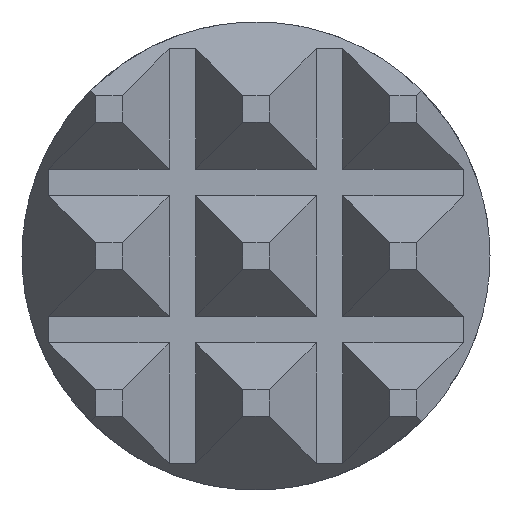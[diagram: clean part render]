
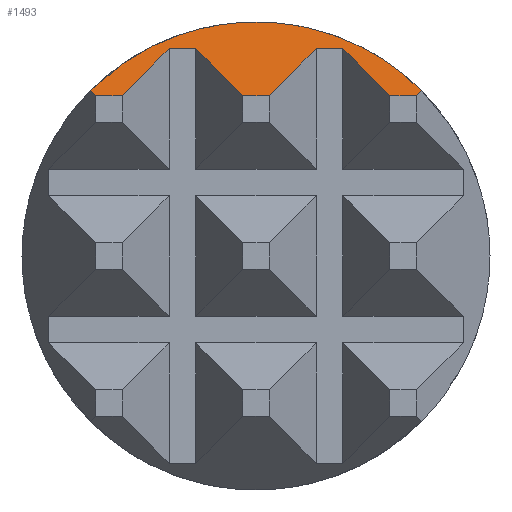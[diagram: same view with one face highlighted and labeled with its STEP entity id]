
A CAD part, left-side view. The second image highlights one B-rep face of the part: STEP entity #1493.
In plain terms, the highlighted planar face has unit normal (-0.5, 0, 0.866).
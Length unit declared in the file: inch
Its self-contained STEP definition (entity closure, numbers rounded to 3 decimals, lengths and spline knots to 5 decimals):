
#11 = CARTESIAN_POINT ( 'NONE',  ( -0.272, 0.01, 0.012 ) ) ;
#56 = ORIENTED_EDGE ( 'NONE', *, *, #2974, .F. ) ;
#57 = CARTESIAN_POINT ( 'NONE',  ( -0.272, -0.62283, 0.012 ) ) ;
#98 = DIRECTION ( 'NONE',  ( 0.775, 0.447, 0.447 ) ) ;
#117 = ORIENTED_EDGE ( 'NONE', *, *, #1289, .F. ) ;
#237 = VERTEX_POINT ( 'NONE', #1770 ) ;
#258 = ORIENTED_EDGE ( 'NONE', *, *, #2434, .F. ) ;
#278 = VECTOR ( 'NONE', #2570, 39.37008 ) ;
#323 = VECTOR ( 'NONE', #1460, 39.37008 ) ;
#327 = VECTOR ( 'NONE', #98, 39.37008 ) ;
#352 = DIRECTION ( 'NONE',  ( 0.775, 0.447, 0.447 ) ) ;
#359 = EDGE_CURVE ( 'NONE', #1132, #383, #1521, .T. ) ;
#383 = VERTEX_POINT ( 'NONE', #1672 ) ;
#442 = VECTOR ( 'NONE', #1512, 39.37008 ) ;
#443 = CARTESIAN_POINT ( 'NONE',  ( -0.27135, -0.01237, 0.01237 ) ) ;
#461 = CARTESIAN_POINT ( 'NONE',  ( -0.26594, 0.0065, 0.0155 ) ) ;
#501 = DIRECTION ( 'NONE',  ( -0.775, 0.447, -0.447 ) ) ;
#547 = LINE ( 'NONE', #2548, #1773 ) ;
#549 = ORIENTED_EDGE ( 'NONE', *, *, #578, .F. ) ;
#578 = EDGE_CURVE ( 'NONE', #2608, #2039, #2531, .T. ) ;
#587 = DIRECTION ( 'NONE',  ( 0., 1., 0. ) ) ;
#597 = CARTESIAN_POINT ( 'NONE',  ( -0.06592, 0.13098, 0.13098 ) ) ;
#629 = CARTESIAN_POINT ( 'NONE',  ( -0.272, -0.62283, 0.012 ) ) ;
#642 = DIRECTION ( 'NONE',  ( 0.5, 0., -0.866 ) ) ;
#643 = ORIENTED_EDGE ( 'NONE', *, *, #733, .F. ) ;
#648 = ORIENTED_EDGE ( 'NONE', *, *, #2258, .F. ) ;
#654 = DIRECTION ( 'NONE',  ( -0.866, 0., -0.5 ) ) ;
#678 = CARTESIAN_POINT ( 'NONE',  ( -0.06592, -0.13098, 0.13098 ) ) ;
#733 = EDGE_CURVE ( 'NONE', #383, #2479, #1101, .T. ) ;
#776 = DIRECTION ( 'NONE',  ( 0.775, 0.447, 0.447 ) ) ;
#803 = ORIENTED_EDGE ( 'NONE', *, *, #1384, .F. ) ;
#813 = VERTEX_POINT ( 'NONE', #461 ) ;
#879 = VERTEX_POINT ( 'NONE', #1698 ) ;
#936 = CARTESIAN_POINT ( 'NONE',  ( -0.272, -0.012, 0.012 ) ) ;
#966 = CARTESIAN_POINT ( 'NONE',  ( -0.06592, 0.11998, 0.13098 ) ) ;
#1025 = VERTEX_POINT ( 'NONE', #2978 ) ;
#1101 = LINE ( 'NONE', #57, #442 ) ;
#1132 = VERTEX_POINT ( 'NONE', #2600 ) ;
#1152 = VECTOR ( 'NONE', #501, 39.37008 ) ;
#1166 = CARTESIAN_POINT ( 'NONE',  ( -0.27135, 0.01237, 0.01237 ) ) ;
#1249 = LINE ( 'NONE', #1343, #1152 ) ;
#1269 = LINE ( 'NONE', #2535, #2542 ) ;
#1289 = EDGE_CURVE ( 'NONE', #2479, #879, #1553, .T. ) ;
#1310 = CARTESIAN_POINT ( 'NONE',  ( -0.272, -0.62283, 0.012 ) ) ;
#1343 = CARTESIAN_POINT ( 'NONE',  ( -0.06107, -0.11178, 0.13378 ) ) ;
#1384 = EDGE_CURVE ( 'NONE', #813, #1714, #1249, .T. ) ;
#1460 = DIRECTION ( 'NONE',  ( 0., 1., 0. ) ) ;
#1469 =( BOUNDED_CURVE ( )  B_SPLINE_CURVE ( 3, ( #1166, #2945, #1931, #443 ),
 .UNSPECIFIED., .F., .T. ) 
 B_SPLINE_CURVE_WITH_KNOTS ( ( 4, 4 ),
 ( 5.49779, 7.06858 ),
 .UNSPECIFIED. ) 
 CURVE ( )  GEOMETRIC_REPRESENTATION_ITEM ( )  RATIONAL_B_SPLINE_CURVE ( ( 1., 0.805, 0.805, 1. ) ) 
 REPRESENTATION_ITEM ( '' )  );
#1493 = ADVANCED_FACE ( 'NONE', ( #2389 ), #2888, .F. ) ;
#1512 = DIRECTION ( 'NONE',  ( 0., 1., 0. ) ) ;
#1521 = LINE ( 'NONE', #2355, #2321 ) ;
#1553 = LINE ( 'NONE', #966, #2907 ) ;
#1564 = ORIENTED_EDGE ( 'NONE', *, *, #2661, .F. ) ;
#1666 = DIRECTION ( 'NONE',  ( -0.775, 0.447, -0.447 ) ) ;
#1669 = VERTEX_POINT ( 'NONE', #2988 ) ;
#1672 = CARTESIAN_POINT ( 'NONE',  ( -0.272, -0.001, 0.012 ) ) ;
#1698 = CARTESIAN_POINT ( 'NONE',  ( -0.26594, 0.0045, 0.0155 ) ) ;
#1714 = VERTEX_POINT ( 'NONE', #11 ) ;
#1770 = CARTESIAN_POINT ( 'NONE',  ( -0.27135, -0.01237, 0.01237 ) ) ;
#1773 = VECTOR ( 'NONE', #2807, 39.37008 ) ;
#1774 = CARTESIAN_POINT ( 'NONE',  ( -0.272, 0.001, 0.012 ) ) ;
#1775 = ORIENTED_EDGE ( 'NONE', *, *, #2993, .F. ) ;
#1789 = EDGE_LOOP ( 'NONE', ( #258, #549, #648, #1564, #1775, #3170, #803, #56, #117, #643, #2109, #2731 ) ) ;
#1869 = LINE ( 'NONE', #2063, #3188 ) ;
#1931 = CARTESIAN_POINT ( 'NONE',  ( -0.2588, -0.00513, 0.01962 ) ) ;
#1956 = VERTEX_POINT ( 'NONE', #1993 ) ;
#1993 = CARTESIAN_POINT ( 'NONE',  ( -0.27135, 0.01237, 0.01237 ) ) ;
#2039 = VERTEX_POINT ( 'NONE', #2331 ) ;
#2063 = CARTESIAN_POINT ( 'NONE',  ( -0.26594, 0.0045, 0.0155 ) ) ;
#2109 = ORIENTED_EDGE ( 'NONE', *, *, #359, .F. ) ;
#2164 = DIRECTION ( 'NONE',  ( -0.775, 0.447, -0.447 ) ) ;
#2186 = AXIS2_PLACEMENT_3D ( 'NONE', #629, #642, #654 ) ;
#2216 = LINE ( 'NONE', #2981, #323 ) ;
#2220 = LINE ( 'NONE', #597, #327 ) ;
#2258 = EDGE_CURVE ( 'NONE', #237, #2608, #2700, .T. ) ;
#2321 = VECTOR ( 'NONE', #1666, 39.37008 ) ;
#2331 = CARTESIAN_POINT ( 'NONE',  ( -0.272, -0.01, 0.012 ) ) ;
#2355 = CARTESIAN_POINT ( 'NONE',  ( -0.06592, -0.11998, 0.13098 ) ) ;
#2389 = FACE_OUTER_BOUND ( 'NONE', #1789, .T. ) ;
#2434 = EDGE_CURVE ( 'NONE', #2039, #1025, #1269, .T. ) ;
#2473 = EDGE_CURVE ( 'NONE', #1714, #1669, #547, .T. ) ;
#2479 = VERTEX_POINT ( 'NONE', #1774 ) ;
#2531 = LINE ( 'NONE', #1310, #278 ) ;
#2535 = CARTESIAN_POINT ( 'NONE',  ( -0.06107, 0.11178, 0.13378 ) ) ;
#2542 = VECTOR ( 'NONE', #776, 39.37008 ) ;
#2548 = CARTESIAN_POINT ( 'NONE',  ( -0.272, -0.62283, 0.012 ) ) ;
#2570 = DIRECTION ( 'NONE',  ( 0., 1., 0. ) ) ;
#2600 = CARTESIAN_POINT ( 'NONE',  ( -0.26594, -0.0045, 0.0155 ) ) ;
#2608 = VERTEX_POINT ( 'NONE', #936 ) ;
#2619 = VECTOR ( 'NONE', #2164, 39.37008 ) ;
#2661 = EDGE_CURVE ( 'NONE', #1956, #237, #1469, .T. ) ;
#2700 = LINE ( 'NONE', #678, #2619 ) ;
#2731 = ORIENTED_EDGE ( 'NONE', *, *, #3153, .F. ) ;
#2807 = DIRECTION ( 'NONE',  ( 0., 1., 0. ) ) ;
#2888 = PLANE ( 'NONE',  #2186 ) ;
#2907 = VECTOR ( 'NONE', #352, 39.37008 ) ;
#2945 = CARTESIAN_POINT ( 'NONE',  ( -0.2588, 0.00513, 0.01962 ) ) ;
#2974 = EDGE_CURVE ( 'NONE', #879, #813, #1869, .T. ) ;
#2978 = CARTESIAN_POINT ( 'NONE',  ( -0.26594, -0.0065, 0.0155 ) ) ;
#2981 = CARTESIAN_POINT ( 'NONE',  ( -0.26594, -0.0045, 0.0155 ) ) ;
#2988 = CARTESIAN_POINT ( 'NONE',  ( -0.272, 0.012, 0.012 ) ) ;
#2993 = EDGE_CURVE ( 'NONE', #1669, #1956, #2220, .T. ) ;
#3153 = EDGE_CURVE ( 'NONE', #1025, #1132, #2216, .T. ) ;
#3170 = ORIENTED_EDGE ( 'NONE', *, *, #2473, .F. ) ;
#3188 = VECTOR ( 'NONE', #587, 39.37008 ) ;
